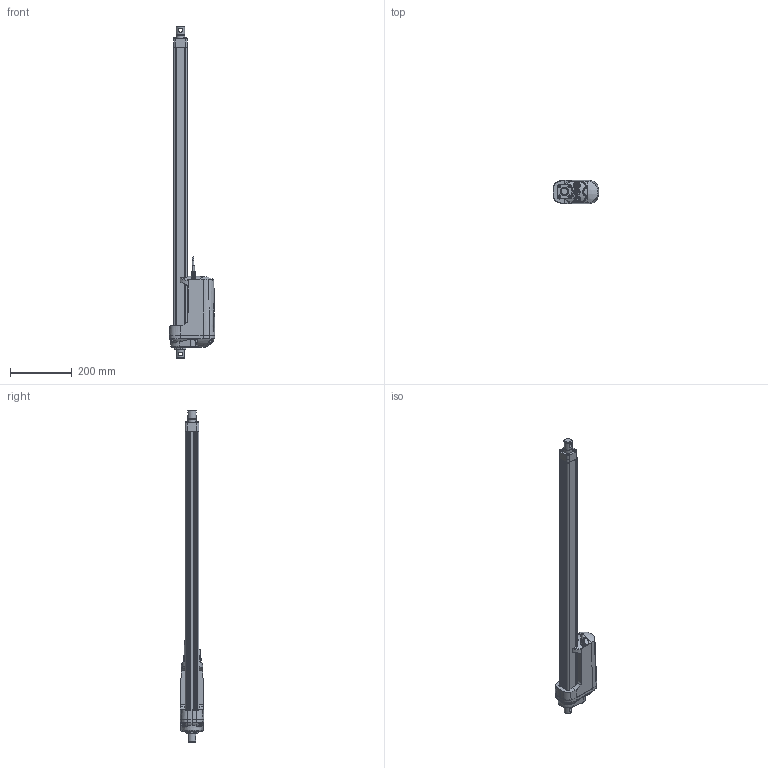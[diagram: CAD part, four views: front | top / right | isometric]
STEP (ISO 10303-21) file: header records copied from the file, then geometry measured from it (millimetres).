
FILE_DESCRIPTION(/* description */ (''),/* implementation_level */ '2;1');
FILE_NAME(/* name */ 'FA-HD-2200-24(12)-30.step',/* time_stamp */ '2020-03-12T16:14:32-07:00',/* author */ (''),/* organization */ (''),/* preprocessor_version */ 'ST-DEVELOPER v18',/* originating_system */ 'Autodesk Translation Framework v8.12.0.6',/* authorisation */ '');
FILE_SCHEMA (('AUTOMOTIVE_DESIGN { 1 0 10303 214 3 1 1 }'));
Length unit declared in the file: millimetre
Products named in the file (1): (Unsaved)
Bounding box: 148 x 76 x 1076.5 mm (x, y, z)
Volume: 3200389.8 mm3; surface area: 303590 mm2
Topology: 2 solids, 3 shells, 1112 faces, 2992 edges, 1921 vertices
Faces by surface type: cylinder 336, plane 285, bspline 282, torus 129, cone 73, sphere 7
Full cylindrical faces by diameter (mm): 1.597 x1, 1.6 x1, 2.5 x2, 4.2 x1, 5.2 x4, 5.5 x2, 7 x1, 7.3 x6, 9.9 x5, 10.2 x1, 12.8 x2, 14 x1, 18 x1, 25.4 x1, 26.9 x1, 27 x1, 28 x1
Entity records: 80059 total; most frequent: CARTESIAN_POINT 53704, ORIENTED_EDGE 5972, DIRECTION 5136, EDGE_CURVE 2986, AXIS2_PLACEMENT_3D 2114, VERTEX_POINT 1921, EDGE_LOOP 1173, FACE_OUTER_BOUND 1112
